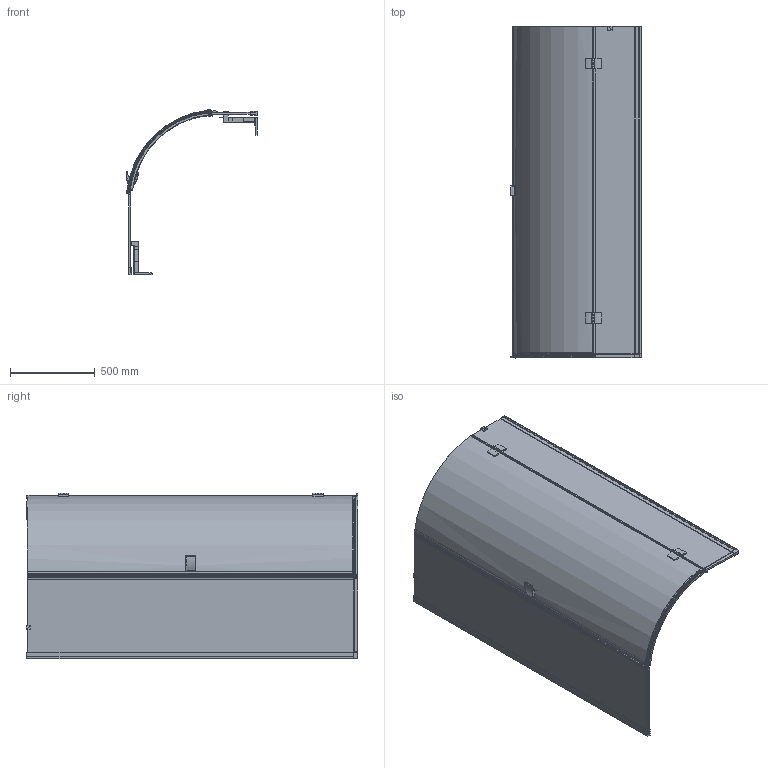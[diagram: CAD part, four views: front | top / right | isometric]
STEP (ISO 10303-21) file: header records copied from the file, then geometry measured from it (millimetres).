
FILE_DESCRIPTION((''),'2;1');
FILE_NAME('AQF8A-770X970X1950_ASM','2019-04-28T',('admin'),(''),'PRO/ENGINEER BY PARAMETRIC TECHNOLOGY CORPORATION, 2010280','PRO/ENGINEER BY PARAMETRIC TECHNOLOGY CORPORATION, 2010280','');
FILE_SCHEMA(('CONFIG_CONTROL_DESIGN','SHAPE_APPEARANCE_LAYERS_GROUPS'));
Products named in the file (48): GB-8X273X1932; CC293X1926; CC303-1926; ID414-1926; CC293-CC303-ID414-R_ASM; CC308; AC680X263; CA250; CG293; CG292-3; CA250-155_ASM; DC402-1948-R; AQF8A-GB-R_ASM; AC227; AC228; AC187; AC386; AC307; MC364_AF0; MC223-MC364_ASM; AC225-AQF90_ASM; CC293-CC303-ID414-L_ASM; DC553-8X473X1932; CC307; AC680X463; CG292-2; CA250-155-L_ASM; AC133-1948; AQF8A-GB-L_ASM; NC791_11; NC792_13; NC790_ASM_12_ASM; NC790_ASM_ASM; CC299; SC650-8; BC037; SC651-8; AC039-725; XGZ-AQF82_ASM; AQF90HB-6X700X1932 ...
Assembly tree (60 placements, depth 4):
  AQF8A-770X970X1950_ASM
    AQF8A-GB-R_ASM
      GB-8X273X1932
      CC293-CC303-ID414-R_ASM
        CC293X1926
        CC303-1926
        ID414-1926
      CC308
      AC680X263
      CA250-155_ASM
        CA250
        CG293
        CG292-3
      DC402-1948-R
    AC225-AQF90_ASM  x2
      AC227
      AC228
      AC187
      AC386
      AC307
      MC223-MC364_ASM
        MC364_AF0
    AQF8A-GB-L_ASM
      CC293-CC303-ID414-L_ASM
        CC293X1926
        CC303-1926
        ID414-1926
      DC553-8X473X1932
      CC307
      AC680X463
      CA250-155-L_ASM
        CA250
        CG293
        CG292-2
      AC133-1948
    NC790_ASM_ASM
      NC790_ASM_12_ASM
        NC791_11
        NC792_13
    CC299  x2
    XGZ-AQF82_ASM
      SC650-8
      BC037  x2
      SC651-8
      AC039-725
    AQF90HB-3_ASM
      AQF90HB-6X700X1932
      AC133-1932
      AC375
      AC371
      DC281-AQF90_3
      3
      SC043-670_3
Bounding box: 771.87 x 1955.1 x 976.51 mm (x, y, z)
Volume: 22562809 mm3; surface area: 7573694.6 mm2
Topology: 58 solids, 65 shells, 1710 faces, 4175 edges, 2591 vertices
Faces by surface type: cylinder 580, plane 564, bspline 235, torus 223, cone 67, sphere 33, extrusion 7, revolution 1
Entity records: 58970 total; most frequent: CARTESIAN_POINT 20774, ORIENTED_EDGE 6278, DIRECTION 5935, EDGE_CURVE 3149, PRESENTATION_STYLE_ASSIGNMENT 2690, STYLED_ITEM 2690, CURVE_STYLE 2653, AXIS2_PLACEMENT_3D 2306
